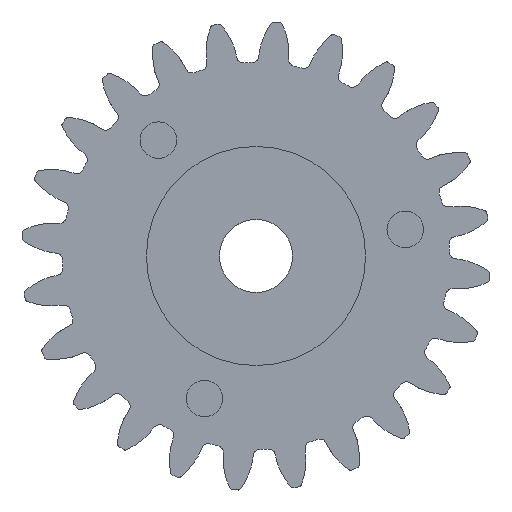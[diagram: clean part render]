
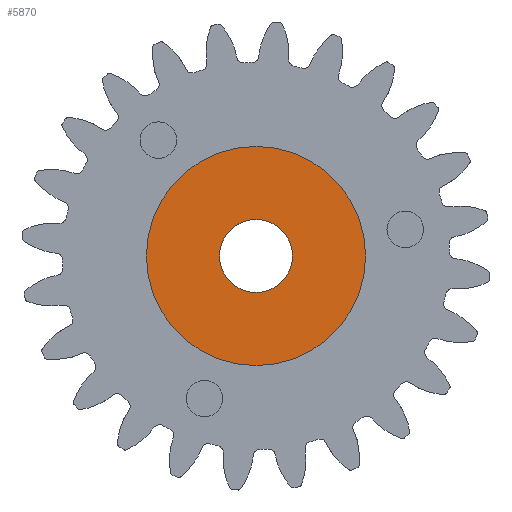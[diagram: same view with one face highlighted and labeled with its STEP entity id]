
A CAD part, front view. The second image highlights one B-rep face of the part: STEP entity #5870.
In plain terms, the highlighted face is planar.
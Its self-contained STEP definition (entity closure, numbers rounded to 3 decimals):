
#987=PLANE('',#6621);
#1000=FACE_BOUND('',#1622,.T.);
#1305=FACE_OUTER_BOUND('',#1621,.T.);
#1621=EDGE_LOOP('',(#5315));
#1622=EDGE_LOOP('',(#5316));
#2079=CIRCLE('',#6622,6.);
#2080=CIRCLE('',#6623,2.);
#2669=VERTEX_POINT('',#10344);
#2670=VERTEX_POINT('',#10346);
#3554=EDGE_CURVE('',#2669,#2669,#2079,.T.);
#3555=EDGE_CURVE('',#2670,#2670,#2080,.T.);
#5315=ORIENTED_EDGE('',*,*,#3554,.F.);
#5316=ORIENTED_EDGE('',*,*,#3555,.T.);
#5870=ADVANCED_FACE('',(#1305,#1000),#987,.F.);
#6621=AXIS2_PLACEMENT_3D('',#10343,#8548,#8549);
#6622=AXIS2_PLACEMENT_3D('',#10345,#8550,#8551);
#6623=AXIS2_PLACEMENT_3D('',#10347,#8552,#8553);
#8548=DIRECTION('center_axis',(0.,0.,1.));
#8549=DIRECTION('ref_axis',(1.,0.,0.));
#8550=DIRECTION('center_axis',(0.,0.,1.));
#8551=DIRECTION('ref_axis',(1.,0.,0.));
#8552=DIRECTION('center_axis',(0.,0.,1.));
#8553=DIRECTION('ref_axis',(1.,0.,0.));
#10343=CARTESIAN_POINT('Origin',(0.,0.,-0.5));
#10344=CARTESIAN_POINT('',(-6.,0.,-0.5));
#10345=CARTESIAN_POINT('Origin',(0.,0.,-0.5));
#10346=CARTESIAN_POINT('',(2.,0.,-0.5));
#10347=CARTESIAN_POINT('Origin',(0.,0.,-0.5));
